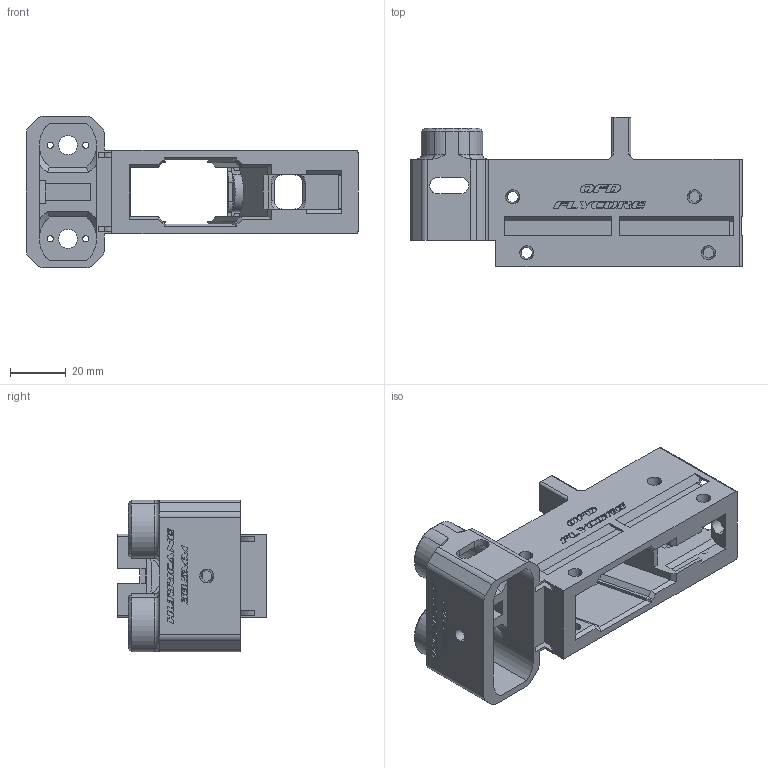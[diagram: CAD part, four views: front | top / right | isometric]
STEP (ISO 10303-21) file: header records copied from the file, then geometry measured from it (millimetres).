
FILE_DESCRIPTION (( 'STEP AP203' ), '1' );
FILE_NAME ('OFD_FLYCORE_ANGLED_HURRICANE_33.5MM_V1.STEP', '2022-07-20T17:37:26', ( '' ), ( '' ), 'SwSTEP 2.0', 'SolidWorks 2020', '' );
FILE_SCHEMA (( 'CONFIG_CONTROL_DESIGN' ));
Length unit declared in the file: millimetre
Products named in the file (1): OFD_FLYCORE_ANGLED_HURRICANE_33.5MM_V1
Bounding box: 118.75 x 53.5 x 54.2 mm (x, y, z)
Volume: 69897.3 mm3; surface area: 36306.5 mm2
Topology: 1 solids, 1 shells, 983 faces, 2797 edges, 1843 vertices
Faces by surface type: plane 490, bspline 348, cylinder 87, cone 46, torus 12
Entity records: 41451 total; most frequent: CARTESIAN_POINT 17964, ORIENTED_EDGE 5594, DIRECTION 3607, EDGE_CURVE 2797, VERTEX_POINT 1843, VECTOR 1793, LINE 1793, EDGE_LOOP 1062
